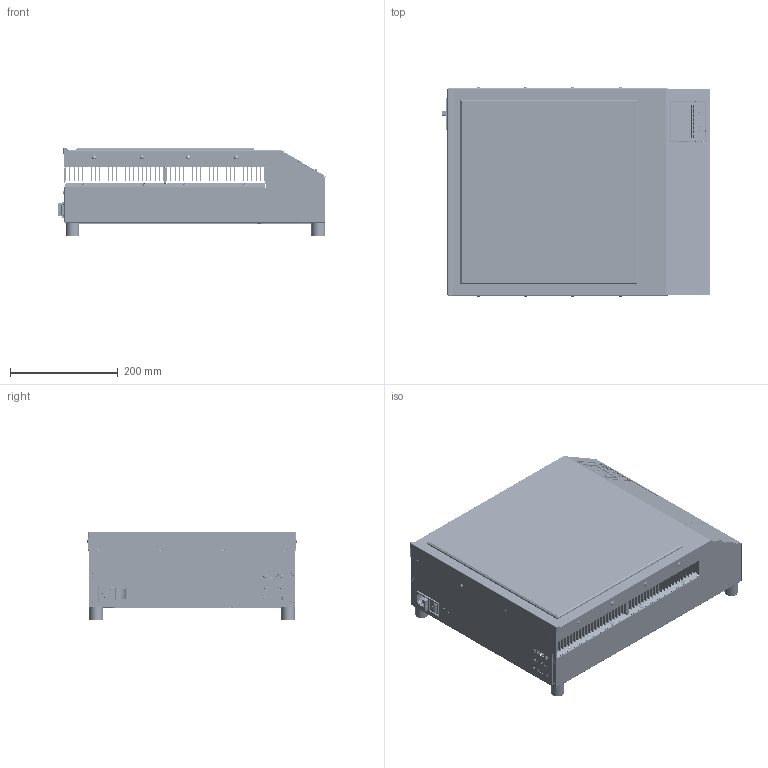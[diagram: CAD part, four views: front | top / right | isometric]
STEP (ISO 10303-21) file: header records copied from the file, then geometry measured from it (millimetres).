
FILE_DESCRIPTION (( 'STEP AP203' ), '1' );
FILE_NAME ('AHP-1800CPV 2nd GEN.STEP', '2016-06-16T18:47:51', ( '' ), ( '' ), 'SwSTEP 2.0', 'SolidWorks 2016', '' );
FILE_SCHEMA (( 'CONFIG_CONTROL_DESIGN' ));
Products named in the file (1): AHP-1800CPV 2nd GEN
Bounding box: 498.86 x 389.9 x 165.32 mm (x, y, z)
Surface area: 2497909.3 mm2 (no closed solid volume)
Topology: 0 solids, 189 shells, 2731 faces, 12471 edges, 9819 vertices
Faces by surface type: cylinder 1310, plane 1206, cone 75, bspline 59, sphere 56, torus 25
Entity records: 135217 total; most frequent: CARTESIAN_POINT 34701, DIRECTION 21412, ORIENTED_EDGE 17129, EDGE_CURVE 12471, VERTEX_POINT 9819, AXIS2_PLACEMENT_3D 7286, VECTOR 6840, LINE 6840
